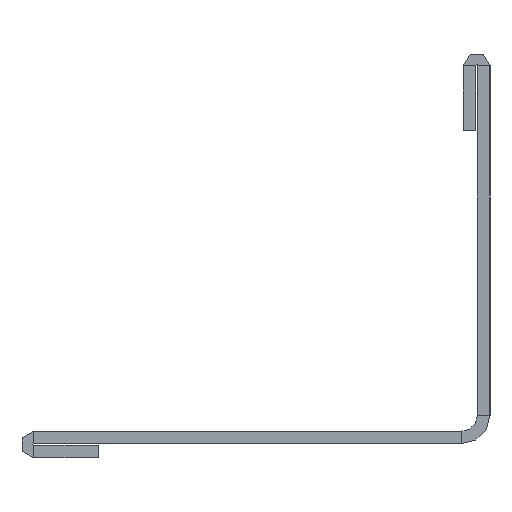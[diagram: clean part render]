
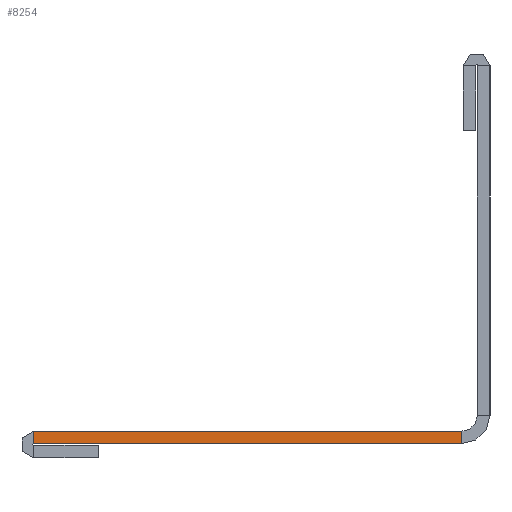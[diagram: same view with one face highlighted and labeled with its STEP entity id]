
A CAD part, left-side view. The second image highlights one B-rep face of the part: STEP entity #8254.
In plain terms, the highlighted planar face has unit normal (-1, 0, 0).
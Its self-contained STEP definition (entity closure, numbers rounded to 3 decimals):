
#7 = CARTESIAN_POINT ( 'NONE',  ( 0., 1.8, -25. ) ) ;
#401 = VERTEX_POINT ( 'NONE', #1463 ) ;
#405 = VERTEX_POINT ( 'NONE', #4696 ) ;
#507 = DIRECTION ( 'NONE',  ( 0., 0., 1. ) ) ;
#861 = ORIENTED_EDGE ( 'NONE', *, *, #5117, .T. ) ;
#975 = CARTESIAN_POINT ( 'NONE',  ( 0., 0., -25. ) ) ;
#1175 = CARTESIAN_POINT ( 'NONE',  ( 0., 1.8, -25. ) ) ;
#1249 = PLANE ( 'NONE',  #6580 ) ;
#1463 = CARTESIAN_POINT ( 'NONE',  ( 0., 1.8, -24.2 ) ) ;
#1739 = DIRECTION ( 'NONE',  ( 0., 1., 0. ) ) ;
#2427 = LINE ( 'NONE', #3786, #3795 ) ;
#3318 = ORIENTED_EDGE ( 'NONE', *, *, #6564, .F. ) ;
#3600 = EDGE_CURVE ( 'NONE', #405, #6426, #2427, .T. ) ;
#3786 = CARTESIAN_POINT ( 'NONE',  ( 0., 29.15, -25. ) ) ;
#3795 = VECTOR ( 'NONE', #7060, 1000. ) ;
#4074 = LINE ( 'NONE', #5074, #7498 ) ;
#4408 = ORIENTED_EDGE ( 'NONE', *, *, #3600, .F. ) ;
#4510 = CARTESIAN_POINT ( 'NONE',  ( 0., 0.8, -23.2 ) ) ;
#4696 = CARTESIAN_POINT ( 'NONE',  ( 0., 29.15, -25. ) ) ;
#4752 = ORIENTED_EDGE ( 'NONE', *, *, #8387, .T. ) ;
#4908 = VECTOR ( 'NONE', #8584, 1000. ) ;
#5074 = CARTESIAN_POINT ( 'NONE',  ( 0., 0., -24.2 ) ) ;
#5117 = EDGE_CURVE ( 'NONE', #401, #6426, #4074, .T. ) ;
#5307 = LINE ( 'NONE', #975, #7796 ) ;
#5419 = EDGE_LOOP ( 'NONE', ( #4408, #3318, #4752, #861 ) ) ;
#5716 = DIRECTION ( 'NONE',  ( 0., 1., 0. ) ) ;
#6259 = LINE ( 'NONE', #7, #4908 ) ;
#6426 = VERTEX_POINT ( 'NONE', #8018 ) ;
#6564 = EDGE_CURVE ( 'NONE', #6728, #405, #5307, .T. ) ;
#6565 = DIRECTION ( 'NONE',  ( -1., 0., 0. ) ) ;
#6580 = AXIS2_PLACEMENT_3D ( 'NONE', #4510, #6565, #507 ) ;
#6728 = VERTEX_POINT ( 'NONE', #1175 ) ;
#7060 = DIRECTION ( 'NONE',  ( 0., 0., 1. ) ) ;
#7088 = FACE_OUTER_BOUND ( 'NONE', #5419, .T. ) ;
#7498 = VECTOR ( 'NONE', #1739, 1000. ) ;
#7796 = VECTOR ( 'NONE', #5716, 1000. ) ;
#8018 = CARTESIAN_POINT ( 'NONE',  ( 0., 29.15, -24.2 ) ) ;
#8254 = ADVANCED_FACE ( 'NONE', ( #7088 ), #1249, .T. ) ;
#8387 = EDGE_CURVE ( 'NONE', #6728, #401, #6259, .T. ) ;
#8584 = DIRECTION ( 'NONE',  ( 0., 0., 1. ) ) ;
